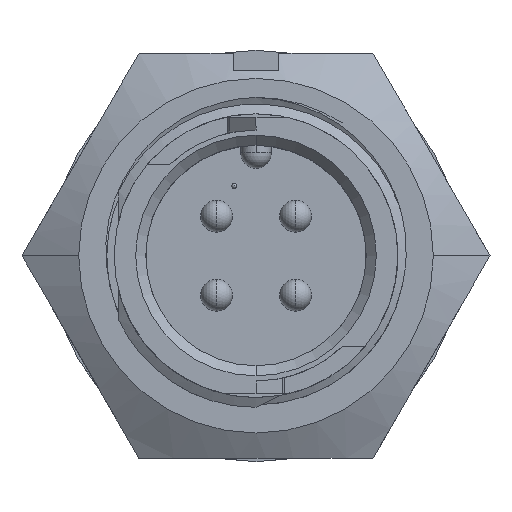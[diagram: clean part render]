
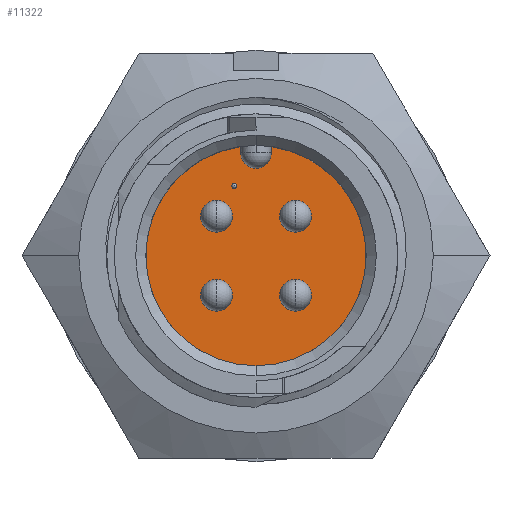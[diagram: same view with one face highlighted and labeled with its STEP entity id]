
A CAD part, top view. The second image highlights one B-rep face of the part: STEP entity #11322.
In plain terms, the highlighted planar face has unit normal (0, 0, 1).
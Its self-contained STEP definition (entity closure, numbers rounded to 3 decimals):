
#12 = CARTESIAN_POINT ( 'NONE',  ( 1.981, 1.981, -8.382 ) ) ;
#46 = DIRECTION ( 'NONE',  ( 0., 0., 1. ) ) ;
#77 = AXIS2_PLACEMENT_3D ( 'NONE', #8156, #938, #5592 ) ;
#100 = CARTESIAN_POINT ( 'NONE',  ( 0., 5.143, -8.382 ) ) ;
#120 = CIRCLE ( 'NONE', #3249, 0.794 ) ;
#168 = CARTESIAN_POINT ( 'NONE',  ( -1.092, 3.505, -8.382 ) ) ;
#195 = ORIENTED_EDGE ( 'NONE', *, *, #6604, .F. ) ;
#222 = CARTESIAN_POINT ( 'NONE',  ( -0.762, 5.472, -8.382 ) ) ;
#319 = AXIS2_PLACEMENT_3D ( 'NONE', #11918, #3719, #4502 ) ;
#421 = LINE ( 'NONE', #6904, #4022 ) ;
#532 = VERTEX_POINT ( 'NONE', #7882 ) ;
#674 = DIRECTION ( 'NONE',  ( 1., 0., 0. ) ) ;
#768 = CARTESIAN_POINT ( 'NONE',  ( 0., 0., -8.382 ) ) ;
#812 = ORIENTED_EDGE ( 'NONE', *, *, #9125, .F. ) ;
#832 = CIRCLE ( 'NONE', #9825, 5.524 ) ;
#894 = AXIS2_PLACEMENT_3D ( 'NONE', #2938, #7400, #11269 ) ;
#938 = DIRECTION ( 'NONE',  ( 0., 0., 1. ) ) ;
#1014 = DIRECTION ( 'NONE',  ( 1., 0., 0. ) ) ;
#1050 = VERTEX_POINT ( 'NONE', #222 ) ;
#1134 = FACE_BOUND ( 'NONE', #4757, .T. ) ;
#1191 = FACE_BOUND ( 'NONE', #6450, .T. ) ;
#1196 = EDGE_CURVE ( 'NONE', #5455, #11086, #5465, .T. ) ;
#1209 = DIRECTION ( 'NONE',  ( 0., 1., 0. ) ) ;
#1297 = VERTEX_POINT ( 'NONE', #10580 ) ;
#1345 = VERTEX_POINT ( 'NONE', #9901 ) ;
#1420 = AXIS2_PLACEMENT_3D ( 'NONE', #168, #46, #1209 ) ;
#1470 = VERTEX_POINT ( 'NONE', #7998 ) ;
#1675 = AXIS2_PLACEMENT_3D ( 'NONE', #6464, #11116, #10260 ) ;
#1965 = EDGE_LOOP ( 'NONE', ( #11995, #11448, #8259, #5452, #11267 ) ) ;
#1991 = FACE_BOUND ( 'NONE', #5147, .T. ) ;
#2042 = VERTEX_POINT ( 'NONE', #9988 ) ;
#2101 = DIRECTION ( 'NONE',  ( 1., 0., 0. ) ) ;
#2230 = CARTESIAN_POINT ( 'NONE',  ( 1.187, -1.981, -8.382 ) ) ;
#2465 = CIRCLE ( 'NONE', #894, 5.524 ) ;
#2478 = CIRCLE ( 'NONE', #319, 0.794 ) ;
#2620 = CARTESIAN_POINT ( 'NONE',  ( 1.981, -1.981, -8.382 ) ) ;
#2938 = CARTESIAN_POINT ( 'NONE',  ( 0., 0., -8.382 ) ) ;
#3249 = AXIS2_PLACEMENT_3D ( 'NONE', #4967, #4334, #2101 ) ;
#3298 = CIRCLE ( 'NONE', #10135, 0.794 ) ;
#3367 = ORIENTED_EDGE ( 'NONE', *, *, #7752, .F. ) ;
#3386 = EDGE_CURVE ( 'NONE', #8318, #3515, #3298, .T. ) ;
#3515 = VERTEX_POINT ( 'NONE', #2230 ) ;
#3588 = DIRECTION ( 'NONE',  ( 0., 0., 1. ) ) ;
#3596 = DIRECTION ( 'NONE',  ( 0., 0., 1. ) ) ;
#3645 = AXIS2_PLACEMENT_3D ( 'NONE', #100, #7499, #1014 ) ;
#3719 = DIRECTION ( 'NONE',  ( 0., 0., 1. ) ) ;
#3745 = CARTESIAN_POINT ( 'NONE',  ( -1.092, 3.378, -8.382 ) ) ;
#3840 = CIRCLE ( 'NONE', #6565, 0.127 ) ;
#3851 = EDGE_CURVE ( 'NONE', #1470, #10274, #8229, .T. ) ;
#4022 = VECTOR ( 'NONE', #7943, 1000. ) ;
#4126 = AXIS2_PLACEMENT_3D ( 'NONE', #12, #7472, #6559 ) ;
#4260 = CARTESIAN_POINT ( 'NONE',  ( 0.762, 5.472, -8.382 ) ) ;
#4334 = DIRECTION ( 'NONE',  ( 0., 0., 1. ) ) ;
#4502 = DIRECTION ( 'NONE',  ( 1., 0., 0. ) ) ;
#4757 = EDGE_LOOP ( 'NONE', ( #9774, #6795 ) ) ;
#4845 = EDGE_CURVE ( 'NONE', #1345, #8629, #120, .T. ) ;
#4863 = DIRECTION ( 'NONE',  ( 0., 1., 0. ) ) ;
#4967 = CARTESIAN_POINT ( 'NONE',  ( -1.981, 1.981, -8.382 ) ) ;
#5147 = EDGE_LOOP ( 'NONE', ( #5631, #7658 ) ) ;
#5280 = CARTESIAN_POINT ( 'NONE',  ( 0.762, 5.143, -8.382 ) ) ;
#5286 = EDGE_CURVE ( 'NONE', #2042, #8757, #8255, .T. ) ;
#5330 = CARTESIAN_POINT ( 'NONE',  ( 1.981, 1.981, -8.382 ) ) ;
#5452 = ORIENTED_EDGE ( 'NONE', *, *, #1196, .F. ) ;
#5455 = VERTEX_POINT ( 'NONE', #8971 ) ;
#5465 = LINE ( 'NONE', #5280, #5570 ) ;
#5546 = EDGE_CURVE ( 'NONE', #7221, #11086, #832, .T. ) ;
#5570 = VECTOR ( 'NONE', #6443, 1000. ) ;
#5592 = DIRECTION ( 'NONE',  ( 1., 0., 0. ) ) ;
#5631 = ORIENTED_EDGE ( 'NONE', *, *, #3386, .F. ) ;
#5755 = CARTESIAN_POINT ( 'NONE',  ( -1.187, 1.981, -8.382 ) ) ;
#6348 = DIRECTION ( 'NONE',  ( 1., 0., 0. ) ) ;
#6373 = CIRCLE ( 'NONE', #11068, 0.794 ) ;
#6388 = VERTEX_POINT ( 'NONE', #9697 ) ;
#6443 = DIRECTION ( 'NONE',  ( 0., 1., 0. ) ) ;
#6450 = EDGE_LOOP ( 'NONE', ( #11463, #3367 ) ) ;
#6464 = CARTESIAN_POINT ( 'NONE',  ( -1.981, 1.981, -8.382 ) ) ;
#6470 = AXIS2_PLACEMENT_3D ( 'NONE', #11355, #8713, #4863 ) ;
#6508 = EDGE_LOOP ( 'NONE', ( #195, #8136 ) ) ;
#6559 = DIRECTION ( 'NONE',  ( 1., 0., 0. ) ) ;
#6565 = AXIS2_PLACEMENT_3D ( 'NONE', #9687, #8479, #7557 ) ;
#6604 = EDGE_CURVE ( 'NONE', #10274, #1470, #11969, .T. ) ;
#6795 = ORIENTED_EDGE ( 'NONE', *, *, #7403, .F. ) ;
#6818 = PLANE ( 'NONE',  #6470 ) ;
#6904 = CARTESIAN_POINT ( 'NONE',  ( -0.762, 5.472, -8.382 ) ) ;
#7037 = CARTESIAN_POINT ( 'NONE',  ( 0., -5.524, -8.382 ) ) ;
#7181 = ORIENTED_EDGE ( 'NONE', *, *, #4845, .F. ) ;
#7221 = VERTEX_POINT ( 'NONE', #7037 ) ;
#7321 = DIRECTION ( 'NONE',  ( 0., 0., 1. ) ) ;
#7400 = DIRECTION ( 'NONE',  ( 0., 0., 1. ) ) ;
#7403 = EDGE_CURVE ( 'NONE', #1297, #532, #2478, .T. ) ;
#7452 = EDGE_CURVE ( 'NONE', #3515, #8318, #6373, .T. ) ;
#7472 = DIRECTION ( 'NONE',  ( 0., 0., 1. ) ) ;
#7499 = DIRECTION ( 'NONE',  ( 0., 0., 1. ) ) ;
#7557 = DIRECTION ( 'NONE',  ( 0., 1., 0. ) ) ;
#7644 = EDGE_CURVE ( 'NONE', #6388, #5455, #8914, .T. ) ;
#7658 = ORIENTED_EDGE ( 'NONE', *, *, #7452, .F. ) ;
#7672 = FACE_BOUND ( 'NONE', #6508, .T. ) ;
#7752 = EDGE_CURVE ( 'NONE', #8757, #2042, #3840, .T. ) ;
#7882 = CARTESIAN_POINT ( 'NONE',  ( -1.187, -1.981, -8.382 ) ) ;
#7921 = CIRCLE ( 'NONE', #1675, 0.794 ) ;
#7943 = DIRECTION ( 'NONE',  ( 0., -1., 0. ) ) ;
#7998 = CARTESIAN_POINT ( 'NONE',  ( 1.187, 1.981, -8.382 ) ) ;
#8054 = AXIS2_PLACEMENT_3D ( 'NONE', #5330, #9060, #674 ) ;
#8136 = ORIENTED_EDGE ( 'NONE', *, *, #3851, .F. ) ;
#8156 = CARTESIAN_POINT ( 'NONE',  ( -1.981, -1.981, -8.382 ) ) ;
#8206 = EDGE_CURVE ( 'NONE', #1050, #6388, #421, .T. ) ;
#8229 = CIRCLE ( 'NONE', #4126, 0.794 ) ;
#8255 = CIRCLE ( 'NONE', #1420, 0.127 ) ;
#8259 = ORIENTED_EDGE ( 'NONE', *, *, #5546, .T. ) ;
#8285 = CIRCLE ( 'NONE', #77, 0.794 ) ;
#8289 = DIRECTION ( 'NONE',  ( 0., -1., 0. ) ) ;
#8295 = DIRECTION ( 'NONE',  ( 1., 0., 0. ) ) ;
#8318 = VERTEX_POINT ( 'NONE', #9983 ) ;
#8479 = DIRECTION ( 'NONE',  ( 0., 0., 1. ) ) ;
#8493 = EDGE_LOOP ( 'NONE', ( #812, #7181 ) ) ;
#8620 = EDGE_CURVE ( 'NONE', #1050, #7221, #2465, .T. ) ;
#8629 = VERTEX_POINT ( 'NONE', #5755 ) ;
#8713 = DIRECTION ( 'NONE',  ( 0., 0., -1. ) ) ;
#8757 = VERTEX_POINT ( 'NONE', #3745 ) ;
#8914 = CIRCLE ( 'NONE', #3645, 0.762 ) ;
#8971 = CARTESIAN_POINT ( 'NONE',  ( 0.762, 5.143, -8.382 ) ) ;
#9060 = DIRECTION ( 'NONE',  ( 0., 0., 1. ) ) ;
#9125 = EDGE_CURVE ( 'NONE', #8629, #1345, #7921, .T. ) ;
#9280 = CARTESIAN_POINT ( 'NONE',  ( 1.981, -1.981, -8.382 ) ) ;
#9576 = FACE_BOUND ( 'NONE', #8493, .T. ) ;
#9687 = CARTESIAN_POINT ( 'NONE',  ( -1.092, 3.505, -8.382 ) ) ;
#9697 = CARTESIAN_POINT ( 'NONE',  ( -0.762, 5.143, -8.382 ) ) ;
#9771 = EDGE_CURVE ( 'NONE', #532, #1297, #8285, .T. ) ;
#9774 = ORIENTED_EDGE ( 'NONE', *, *, #9771, .F. ) ;
#9825 = AXIS2_PLACEMENT_3D ( 'NONE', #768, #3588, #8289 ) ;
#9901 = CARTESIAN_POINT ( 'NONE',  ( -2.775, 1.981, -8.382 ) ) ;
#9983 = CARTESIAN_POINT ( 'NONE',  ( 2.775, -1.981, -8.382 ) ) ;
#9988 = CARTESIAN_POINT ( 'NONE',  ( -1.092, 3.632, -8.382 ) ) ;
#10135 = AXIS2_PLACEMENT_3D ( 'NONE', #2620, #7321, #6348 ) ;
#10260 = DIRECTION ( 'NONE',  ( 1., 0., 0. ) ) ;
#10274 = VERTEX_POINT ( 'NONE', #11718 ) ;
#10580 = CARTESIAN_POINT ( 'NONE',  ( -2.775, -1.981, -8.382 ) ) ;
#11068 = AXIS2_PLACEMENT_3D ( 'NONE', #9280, #3596, #8295 ) ;
#11086 = VERTEX_POINT ( 'NONE', #4260 ) ;
#11116 = DIRECTION ( 'NONE',  ( 0., 0., 1. ) ) ;
#11267 = ORIENTED_EDGE ( 'NONE', *, *, #7644, .F. ) ;
#11269 = DIRECTION ( 'NONE',  ( 0., -1., 0. ) ) ;
#11322 = ADVANCED_FACE ( 'NONE', ( #11536, #1191, #7672, #1991, #1134, #9576 ), #6818, .F. ) ;
#11355 = CARTESIAN_POINT ( 'NONE',  ( 0., 0., -8.382 ) ) ;
#11448 = ORIENTED_EDGE ( 'NONE', *, *, #8620, .T. ) ;
#11463 = ORIENTED_EDGE ( 'NONE', *, *, #5286, .F. ) ;
#11536 = FACE_OUTER_BOUND ( 'NONE', #1965, .T. ) ;
#11718 = CARTESIAN_POINT ( 'NONE',  ( 2.775, 1.981, -8.382 ) ) ;
#11918 = CARTESIAN_POINT ( 'NONE',  ( -1.981, -1.981, -8.382 ) ) ;
#11969 = CIRCLE ( 'NONE', #8054, 0.794 ) ;
#11995 = ORIENTED_EDGE ( 'NONE', *, *, #8206, .F. ) ;
